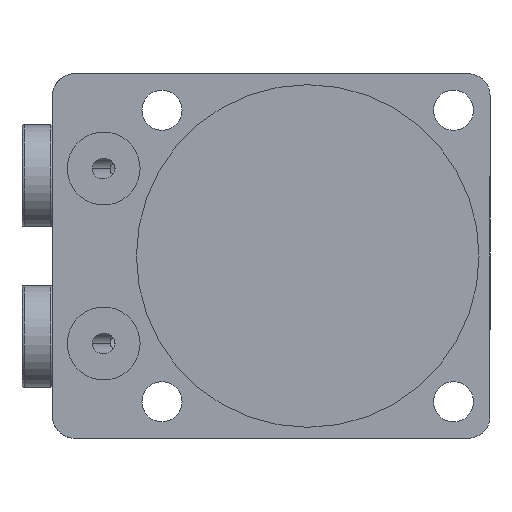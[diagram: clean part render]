
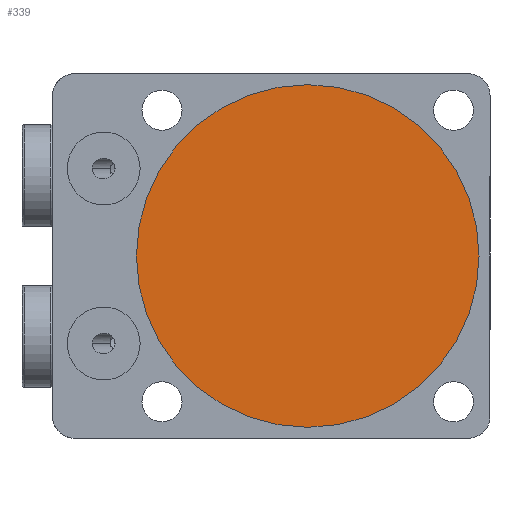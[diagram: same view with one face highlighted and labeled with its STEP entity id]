
A CAD part, front view. The second image highlights one B-rep face of the part: STEP entity #339.
In plain terms, the highlighted planar face has unit normal (0, -1, 0).
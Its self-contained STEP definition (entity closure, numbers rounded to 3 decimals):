
#72 = DIRECTION ( 'NONE',  ( 0., 0., 1. ) ) ;
#75 = CIRCLE ( 'NONE', #756, 23.5 ) ;
#339 = ADVANCED_FACE ( 'NONE', ( #2011 ), #2574, .F. ) ;
#341 = EDGE_LOOP ( 'NONE', ( #1184, #3474 ) ) ;
#679 = DIRECTION ( 'NONE',  ( 0., 1., 0. ) ) ;
#682 = CARTESIAN_POINT ( 'NONE',  ( 0., 0., -23.5 ) ) ;
#756 = AXIS2_PLACEMENT_3D ( 'NONE', #3580, #1831, #72 ) ;
#960 = VERTEX_POINT ( 'NONE', #682 ) ;
#1113 = CARTESIAN_POINT ( 'NONE',  ( 0., 0., 0. ) ) ;
#1120 = CIRCLE ( 'NONE', #1409, 23.5 ) ;
#1184 = ORIENTED_EDGE ( 'NONE', *, *, #3119, .F. ) ;
#1409 = AXIS2_PLACEMENT_3D ( 'NONE', #2438, #679, #2746 ) ;
#1418 = DIRECTION ( 'NONE',  ( 0., 0., 1. ) ) ;
#1736 = VERTEX_POINT ( 'NONE', #3369 ) ;
#1831 = DIRECTION ( 'NONE',  ( 0., 1., 0. ) ) ;
#2011 = FACE_OUTER_BOUND ( 'NONE', #341, .T. ) ;
#2438 = CARTESIAN_POINT ( 'NONE',  ( 0., 0., 0. ) ) ;
#2545 = EDGE_CURVE ( 'NONE', #1736, #960, #1120, .T. ) ;
#2574 = PLANE ( 'NONE',  #3764 ) ;
#2746 = DIRECTION ( 'NONE',  ( 0., 0., 1. ) ) ;
#3119 = EDGE_CURVE ( 'NONE', #960, #1736, #75, .T. ) ;
#3161 = DIRECTION ( 'NONE',  ( 0., 1., 0. ) ) ;
#3369 = CARTESIAN_POINT ( 'NONE',  ( 0., 0., 23.5 ) ) ;
#3474 = ORIENTED_EDGE ( 'NONE', *, *, #2545, .F. ) ;
#3580 = CARTESIAN_POINT ( 'NONE',  ( 0., 0., 0. ) ) ;
#3764 = AXIS2_PLACEMENT_3D ( 'NONE', #1113, #3161, #1418 ) ;
